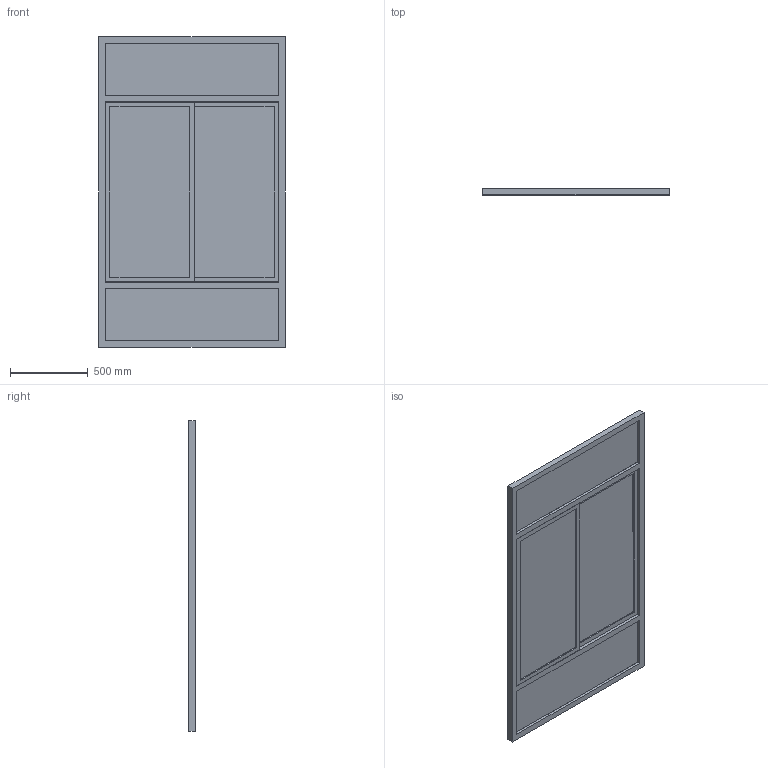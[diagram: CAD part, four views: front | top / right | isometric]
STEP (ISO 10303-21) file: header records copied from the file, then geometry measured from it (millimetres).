
FILE_DESCRIPTION(('FreeCAD Model'),'2;1');
FILE_NAME('Sliding window and two fixed vertical sheets.step','2016-10-04T14:50:30',('Author'),(''), 'Open CASCADE STEP processor 6.8','FreeCAD','Unknown');
FILE_SCHEMA(('AUTOMOTIVE_DESIGN_CC2 { 1 2 10303 214 -1 1 5 4 }'));
Length unit declared in the file: millimetre
Products named in the file (2): ASSEMBLY; Sliding_window_and_two_fixed_vertical_sheets
Assembly tree (1 placements, depth 2):
  ASSEMBLY
    Sliding_window_and_two_fixed_vertical_sheets
Bounding box: 1200 x 40 x 2000 mm (x, y, z)
Volume: 25147768 mm3; surface area: 5851444 mm2
Topology: 7 solids, 7 shells, 62 faces, 144 edges, 96 vertices
Faces by surface type: plane 62
Entity records: 4073 total; most frequent: CARTESIAN_POINT 592, DIRECTION 560, LINE 432, VECTOR 432, ORIENTED_EDGE 288, PCURVE 288, DEFINITIONAL_REPRESENTATION 288, EDGE_CURVE 144
